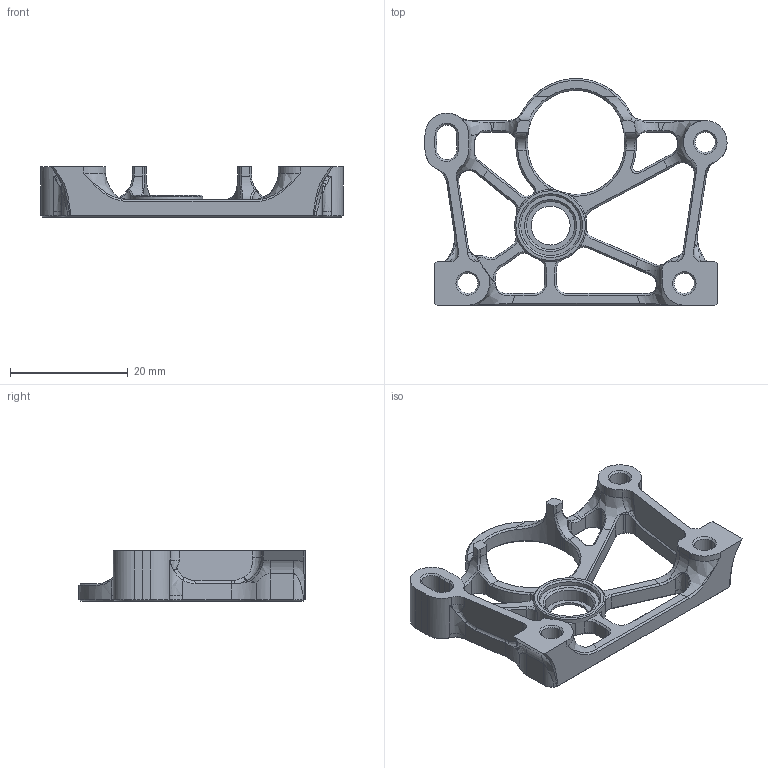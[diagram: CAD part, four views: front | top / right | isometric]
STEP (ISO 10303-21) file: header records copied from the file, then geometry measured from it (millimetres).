
FILE_DESCRIPTION (( 'STEP AP203' ), '1' );
FILE_NAME ('housing_rear_nema14^housing_sherpa_mini_a3_r9c.STEP', '2024-06-09T12:27:11', ( '' ), ( '' ), 'SwSTEP 2.0', 'SolidWorks 2023', '' );
FILE_SCHEMA (( 'CONFIG_CONTROL_DESIGN' ));
Length unit declared in the file: millimetre
Products named in the file (1): housing_rear_nema14^housing_sherpa_mini_a3_r9c
Bounding box: 51.24 x 38.4 x 8.6 mm (x, y, z)
Volume: 3276.9 mm3; surface area: 4086.8 mm2
Topology: 1 solids, 1 shells, 542 faces, 1346 edges, 791 vertices
Faces by surface type: bspline 159, cone 135, cylinder 128, plane 120
Entity records: 27611 total; most frequent: CARTESIAN_POINT 15787, ORIENTED_EDGE 2672, DIRECTION 2108, EDGE_CURVE 1336, VERTEX_POINT 791, AXIS2_PLACEMENT_3D 760, LINE 588, VECTOR 588
